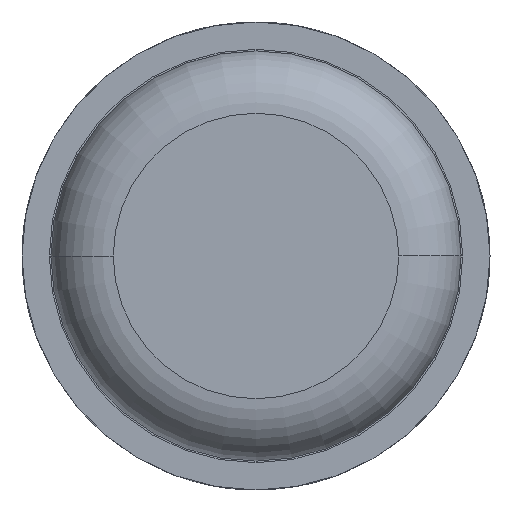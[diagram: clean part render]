
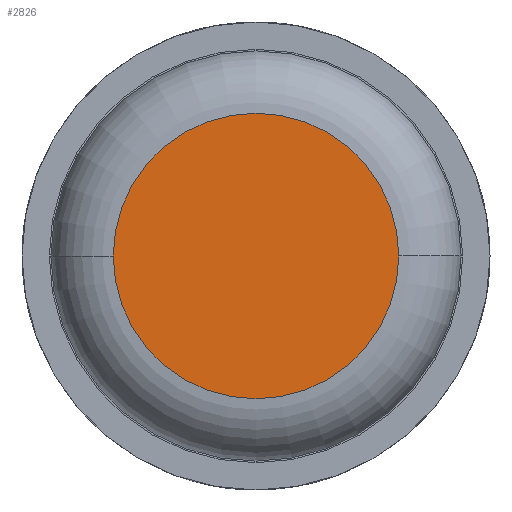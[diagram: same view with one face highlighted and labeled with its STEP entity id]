
A CAD part, front view. The second image highlights one B-rep face of the part: STEP entity #2826.
In plain terms, the highlighted planar face has unit normal (0, -1, 0).
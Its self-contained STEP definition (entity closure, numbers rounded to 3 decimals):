
#122 = AXIS2_PLACEMENT_3D ( 'NONE', #2487, #2922, #1302 ) ;
#486 = VERTEX_POINT ( 'NONE', #4839 ) ;
#708 = VERTEX_POINT ( 'NONE', #2660 ) ;
#861 = DIRECTION ( 'NONE',  ( 0., 1., 0. ) ) ;
#1017 = FACE_OUTER_BOUND ( 'NONE', #2868, .T. ) ;
#1081 = EDGE_CURVE ( 'Defeature ausgef�hrt1_6+Defeature ausgef�hrt1_7+Defeature ausgef�hrt1_7+Defeature ausgef�hrt1_7', #708, #486, #1896, .T. ) ;
#1259 = PLANE ( 'NONE',  #1474 ) ;
#1302 = DIRECTION ( 'NONE',  ( -1., 0., 0. ) ) ;
#1357 = DIRECTION ( 'NONE',  ( 0., -1., 0. ) ) ;
#1474 = AXIS2_PLACEMENT_3D ( 'NONE', #4046, #861, #4453 ) ;
#1896 = CIRCLE ( 'NONE', #122, 0.915 ) ;
#2487 = CARTESIAN_POINT ( 'NONE',  ( 0., 0., 0. ) ) ;
#2660 = CARTESIAN_POINT ( 'NONE',  ( 0.915, 0., 0. ) ) ;
#2826 = ADVANCED_FACE ( 'Defeature ausgef�hrt1_6', ( #1017 ), #1259, .F. ) ;
#2868 = EDGE_LOOP ( 'NONE', ( #2928, #4827 ) ) ;
#2922 = DIRECTION ( 'NONE',  ( 0., -1., 0. ) ) ;
#2928 = ORIENTED_EDGE ( 'NONE', *, *, #4775, .T. ) ;
#3805 = CIRCLE ( 'NONE', #4365, 0.915 ) ;
#4046 = CARTESIAN_POINT ( 'NONE',  ( 0., 0., 0. ) ) ;
#4365 = AXIS2_PLACEMENT_3D ( 'NONE', #4981, #1357, #4907 ) ;
#4453 = DIRECTION ( 'NONE',  ( -1., 0., 0. ) ) ;
#4775 = EDGE_CURVE ( 'Defeature ausgef�hrt1_6+Defeature ausgef�hrt1_7+Defeature ausgef�hrt1_7+Defeature ausgef�hrt1_7', #486, #708, #3805, .T. ) ;
#4827 = ORIENTED_EDGE ( 'NONE', *, *, #1081, .T. ) ;
#4839 = CARTESIAN_POINT ( 'NONE',  ( -0.915, 0., 0. ) ) ;
#4907 = DIRECTION ( 'NONE',  ( -1., 0., 0. ) ) ;
#4981 = CARTESIAN_POINT ( 'NONE',  ( 0., 0., 0. ) ) ;
